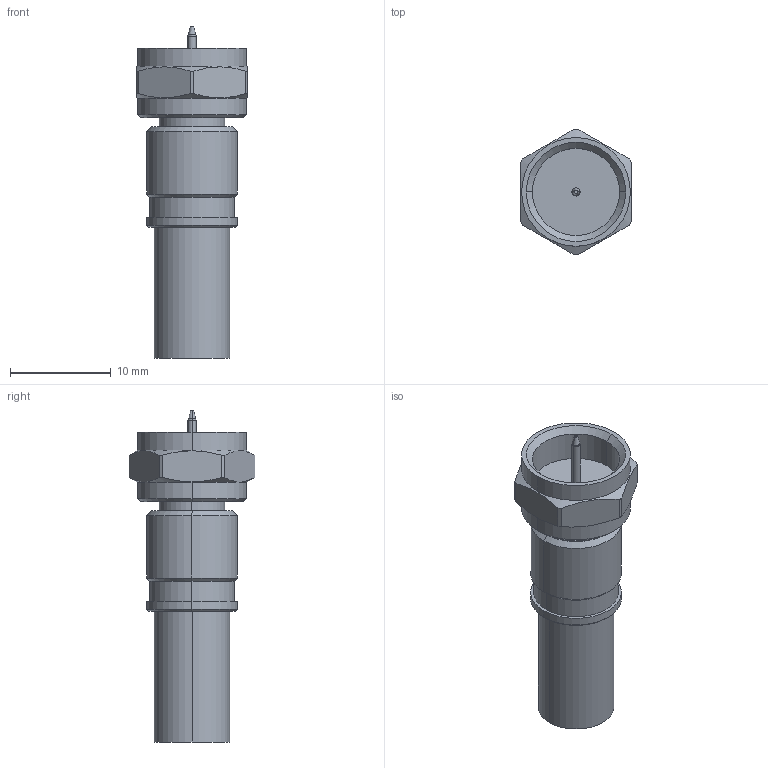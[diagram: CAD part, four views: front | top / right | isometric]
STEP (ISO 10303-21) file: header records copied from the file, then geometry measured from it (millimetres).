
FILE_DESCRIPTION (( 'STEP AP214' ), '1' );
FILE_NAME ('J01600A0004.STEP', '2009-10-13T06:37:37', ( 'markiewicz' ), ( '' ), 'SwSTEP 2.0', 'SolidWorks 2009', '' );
FILE_SCHEMA (( 'AUTOMOTIVE_DESIGN' ));
Length unit declared in the file: millimetre
Products named in the file (1): J01600A0004
Bounding box: 11 x 12.5 x 33 mm (x, y, z)
Volume: 1342.2 mm3; surface area: 1617.1 mm2
Topology: 1 solids, 1 shells, 77 faces, 166 edges, 102 vertices
Faces by surface type: cylinder 34, cone 22, plane 19, torus 2
Entity records: 3017 total; most frequent: CARTESIAN_POINT 458, DIRECTION 394, ORIENTED_EDGE 332, EDGE_CURVE 166, AXIS2_PLACEMENT_3D 166, VERTEX_POINT 102, EDGE_LOOP 88, CIRCLE 88
